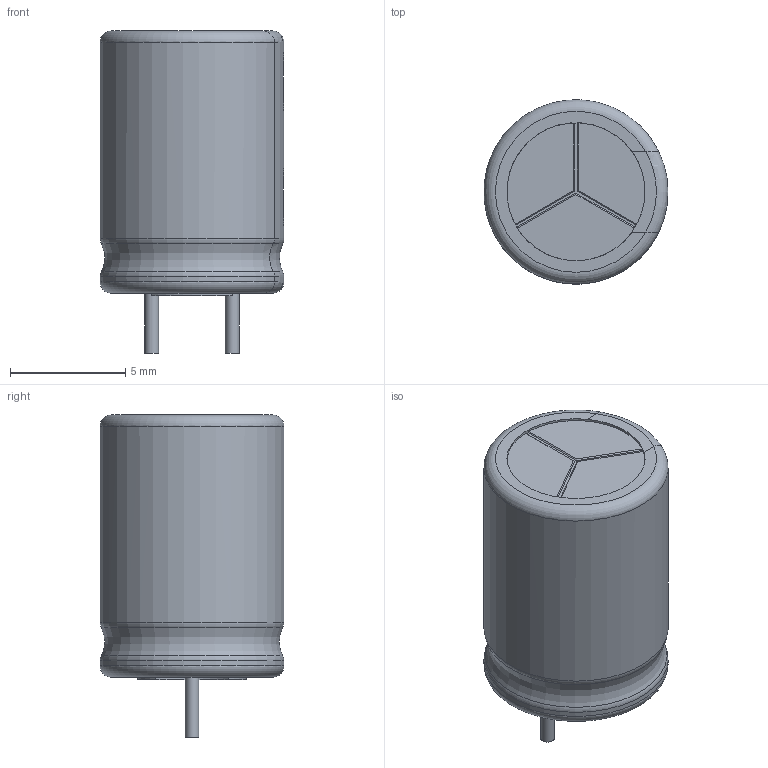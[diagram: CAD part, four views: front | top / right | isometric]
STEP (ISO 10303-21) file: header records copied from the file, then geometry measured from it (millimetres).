
FILE_DESCRIPTION(/* description */ (''),/* implementation_level */ '2;1');
FILE_NAME(/* name */ 'CAP ALTH D8 L3.5 H12.5.step',/* time_stamp */ '2019-11-27T12:47:10+00:00',/* author */ (''),/* organization */ (''),/* preprocessor_version */ 'ST-DEVELOPER v18',/* originating_system */ 'Autodesk Translation Framework v8.12.0.6',/* authorisation */ '');
FILE_SCHEMA (('AUTOMOTIVE_DESIGN { 1 0 10303 214 3 1 1 }'));
Length unit declared in the file: millimetre
Products named in the file (1): CAP ALTH D8 L3.5 H12.5
Bounding box: 8 x 7.99 x 14 mm (x, y, z)
Volume: 564.8 mm3; surface area: 392.5 mm2
Topology: 1 solids, 1 shells, 49 faces, 124 edges, 83 vertices
Faces by surface type: plane 19, cylinder 15, torus 14, cone 1
Full cylindrical faces by diameter (mm): 0.6 x2, 6 x1
Entity records: 1695 total; most frequent: CARTESIAN_POINT 407, DIRECTION 273, ORIENTED_EDGE 248, EDGE_CURVE 124, AXIS2_PLACEMENT_3D 121, VERTEX_POINT 83, CIRCLE 65, EDGE_LOOP 55
